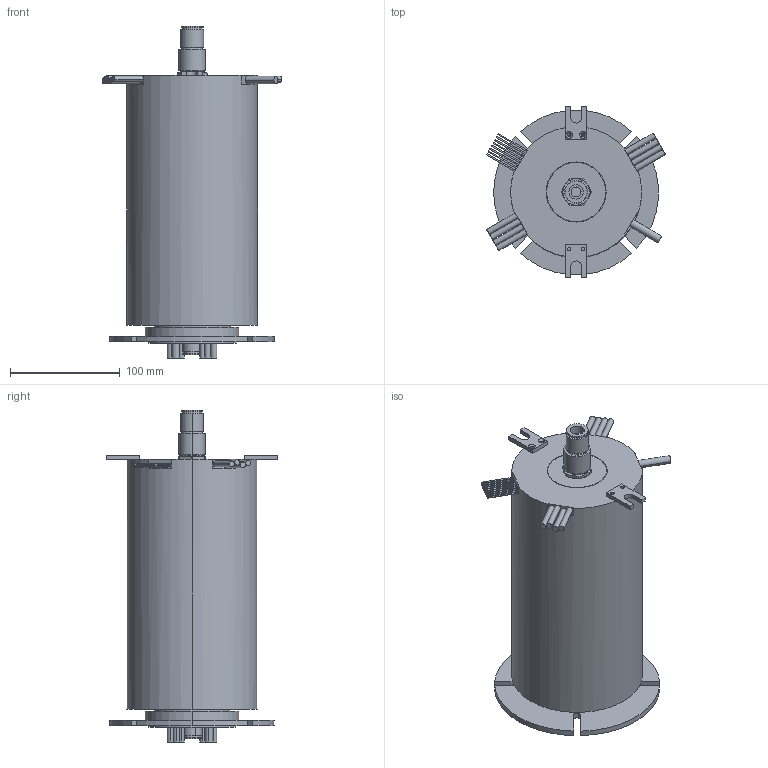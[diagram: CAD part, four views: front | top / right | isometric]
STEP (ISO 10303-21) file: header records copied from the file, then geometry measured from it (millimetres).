
FILE_DESCRIPTION (( 'STEP AP214' ), '1' );
FILE_NAME ('RX01112001.STEP', '2020-11-23T07:10:22', ( 'admin321' ), ( '' ), 'SwSTEP 2.0', 'SolidWorks 2014', '' );
FILE_SCHEMA (( 'AUTOMOTIVE_DESIGN' ));
Length unit declared in the file: millimetre
Products named in the file (4): KSH12-03S; KQ2S12-03S; RX01112001
Assembly tree (3 placements, depth 2):
  RX01112001
    RX01112001
    KQ2S12-03S
    KSH12-03S
Bounding box: 162.93 x 156 x 302 mm (x, y, z)
Volume: 2661094.7 mm3; surface area: 177338.8 mm2
Topology: 3 solids, 3 shells, 382 faces, 856 edges, 562 vertices
Faces by surface type: cylinder 207, plane 145, cone 28, bspline 2
Entity records: 11450 total; most frequent: CARTESIAN_POINT 2313, DIRECTION 2032, ORIENTED_EDGE 1704, EDGE_CURVE 852, AXIS2_PLACEMENT_3D 837, VERTEX_POINT 562, EDGE_LOOP 472, CIRCLE 451
